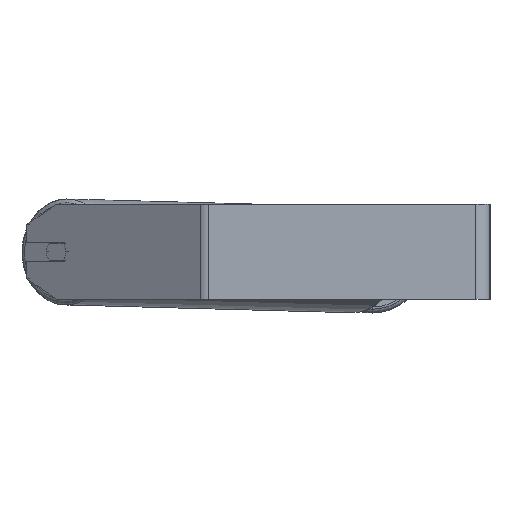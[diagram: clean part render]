
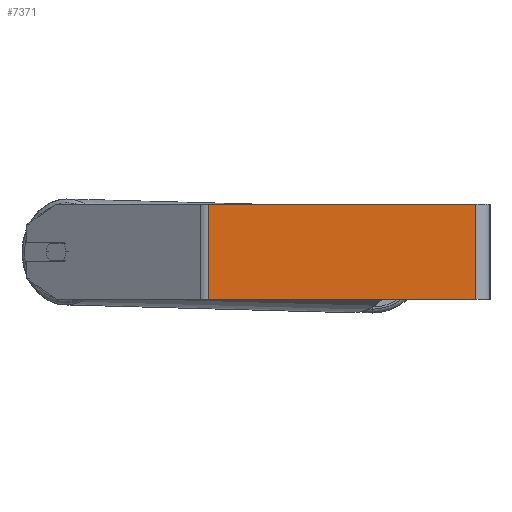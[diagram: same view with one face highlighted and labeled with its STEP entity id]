
A CAD part, left-side view. The second image highlights one B-rep face of the part: STEP entity #7371.
In plain terms, the highlighted planar face has unit normal (-1, 0, 0).
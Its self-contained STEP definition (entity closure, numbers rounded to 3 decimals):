
#112 = AXIS2_PLACEMENT_3D ( 'NONE', #380, #1715, #7962 ) ;
#380 = CARTESIAN_POINT ( 'NONE',  ( -700., 240.21, 40. ) ) ;
#1221 = FACE_OUTER_BOUND ( 'NONE', #7376, .T. ) ;
#1266 = ORIENTED_EDGE ( 'NONE', *, *, #7568, .F. ) ;
#1440 = CARTESIAN_POINT ( 'NONE',  ( -700., 236.427, -40. ) ) ;
#1446 = ORIENTED_EDGE ( 'NONE', *, *, #8584, .F. ) ;
#1467 = DIRECTION ( 'NONE',  ( 0., -1., 0. ) ) ;
#1572 = DIRECTION ( 'NONE',  ( 0., 0., -1. ) ) ;
#1576 = ORIENTED_EDGE ( 'NONE', *, *, #4265, .T. ) ;
#1689 = LINE ( 'NONE', #3680, #3811 ) ;
#1715 = DIRECTION ( 'NONE',  ( 1., 0., 0. ) ) ;
#2163 = CARTESIAN_POINT ( 'NONE',  ( -700., 240.21, -40. ) ) ;
#2279 = DIRECTION ( 'NONE',  ( 0., 0., -1. ) ) ;
#2890 = LINE ( 'NONE', #8256, #4783 ) ;
#2900 = CARTESIAN_POINT ( 'NONE',  ( -700., 236.427, 40. ) ) ;
#3382 = VERTEX_POINT ( 'NONE', #3810 ) ;
#3530 = LINE ( 'NONE', #2900, #6885 ) ;
#3680 = CARTESIAN_POINT ( 'NONE',  ( -700., 240.21, 40. ) ) ;
#3810 = CARTESIAN_POINT ( 'NONE',  ( -700., 12., -40. ) ) ;
#3811 = VECTOR ( 'NONE', #4423, 1000. ) ;
#4265 = EDGE_CURVE ( 'NONE', #7427, #3382, #7579, .T. ) ;
#4309 = ORIENTED_EDGE ( 'NONE', *, *, #6101, .T. ) ;
#4423 = DIRECTION ( 'NONE',  ( 0., -1., 0. ) ) ;
#4783 = VECTOR ( 'NONE', #1572, 1000. ) ;
#5240 = CARTESIAN_POINT ( 'NONE',  ( -700., 236.427, 40. ) ) ;
#5845 = CARTESIAN_POINT ( 'NONE',  ( -700., 12., 40. ) ) ;
#6101 = EDGE_CURVE ( 'NONE', #8309, #7427, #3530, .T. ) ;
#6885 = VECTOR ( 'NONE', #2279, 1000. ) ;
#7031 = VECTOR ( 'NONE', #1467, 1000. ) ;
#7120 = PLANE ( 'NONE',  #112 ) ;
#7371 = ADVANCED_FACE ( 'NONE', ( #1221 ), #7120, .F. ) ;
#7376 = EDGE_LOOP ( 'NONE', ( #1576, #1266, #1446, #4309 ) ) ;
#7427 = VERTEX_POINT ( 'NONE', #1440 ) ;
#7568 = EDGE_CURVE ( 'NONE', #8682, #3382, #2890, .T. ) ;
#7579 = LINE ( 'NONE', #2163, #7031 ) ;
#7962 = DIRECTION ( 'NONE',  ( 0., 0., -1. ) ) ;
#8256 = CARTESIAN_POINT ( 'NONE',  ( -700., 12., 40. ) ) ;
#8309 = VERTEX_POINT ( 'NONE', #5240 ) ;
#8584 = EDGE_CURVE ( 'NONE', #8309, #8682, #1689, .T. ) ;
#8682 = VERTEX_POINT ( 'NONE', #5845 ) ;
